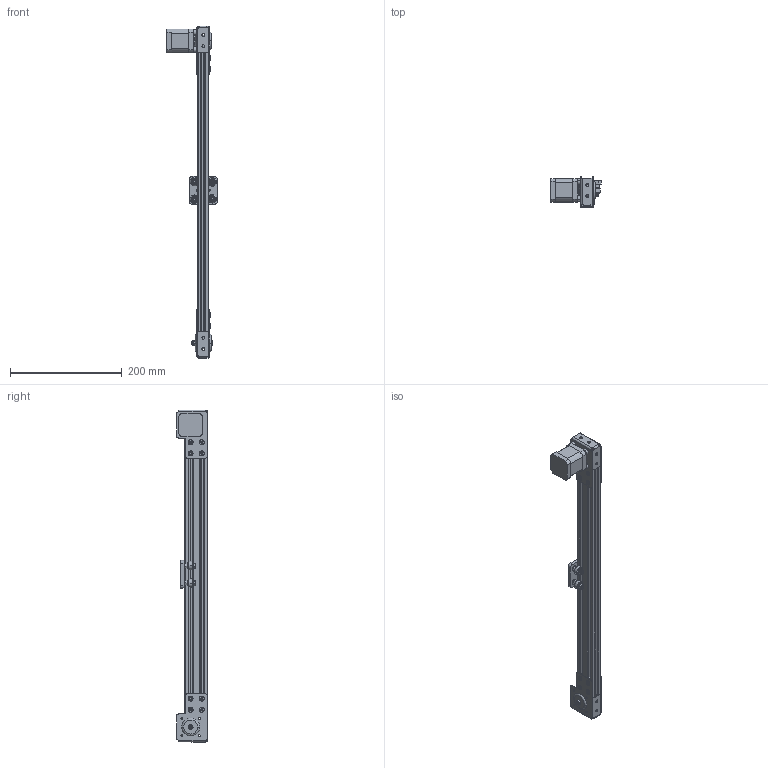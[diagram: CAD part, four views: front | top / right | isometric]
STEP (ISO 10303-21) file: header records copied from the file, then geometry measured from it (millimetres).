
FILE_DESCRIPTION (( 'STEP AP203' ), '1' );
FILE_NAME ('Mini V Linear Actuator 500mm.step', '2015-08-20T16:43:14', ( '' ), ( '' ), 'SwSTEP 2.0', 'SolidWorks 2014', '' );
FILE_SCHEMA (( 'CONFIG_CONTROL_DESIGN' ));
Length unit declared in the file: millimetre
Products named in the file (26): Aluminum Spacer .125in; Button Head Socket Cap Screw M3_M3 x 12; Mini V Linear Actuator 500mm; Mini V Wheel Plate; V-Slot 20x40x500 Linear Rail; Delrin Mini V Wheel; Linear Actuator End Mount; Ball Bearing 5 x 10 x 4.2; Ball Bearing 5 x 16 x 5; Nema 17 Stepper Motor; Double Tee Nut; Precision Shim 8 x 5 x 1; Nylon Spacer 0.125in; Aluminum Spacer 6mm; Low Profile Screw M5_M5 x 6; Delrin Mini V Wheel_Straight; Smooth Idler; Smooth Idler Pulley Wheel; Low Profile Screw M5_M5 x 35; Mini Eccentric Spacer 6mm; GT2 Timing Pulley 30 Tooth; Nylon Insert Lock Nut M5; Delrin Mini V Wheel_Eccentric; Aluminum Spacer .25in; Low Profile Screw M5_M5 x 25; GT2 Belt 1140mm
Assembly tree (70 placements, depth 3):
  Mini V Linear Actuator 500mm
    Double Tee Nut  x8
    Low Profile Screw M5_M5 x 6  x16
    Low Profile Screw M5_M5 x 35
    Nylon Insert Lock Nut M5
    Low Profile Screw M5_M5 x 25  x4
    Button Head Socket Cap Screw M3_M3 x 12  x4
    V-Slot 20x40x500 Linear Rail
    Linear Actuator End Mount  x2
    Nema 17 Stepper Motor
    Aluminum Spacer 6mm  x4
    Smooth Idler
      Smooth Idler Pulley Wheel
      Ball Bearing 5 x 16 x 5  x2
      Nylon Spacer 0.125in
    GT2 Timing Pulley 30 Tooth
    Aluminum Spacer .25in
    Aluminum Spacer .125in
    Mini V Wheel Plate
    Delrin Mini V Wheel_Straight  x2
      Delrin Mini V Wheel
      Ball Bearing 5 x 10 x 4.2
      Precision Shim 8 x 5 x 1
      Nylon Insert Lock Nut M5
      Aluminum Spacer 6mm
    Delrin Mini V Wheel_Eccentric  x2
      Delrin Mini V Wheel
      Ball Bearing 5 x 10 x 4.2
      Precision Shim 8 x 5 x 1
      Nylon Insert Lock Nut M5
      Mini Eccentric Spacer 6mm
    GT2 Belt 1140mm
Bounding box: 90.6 x 54.9 x 594.66 mm (x, y, z)
Volume: 312867.1 mm3; surface area: 258986 mm2
Topology: 79 solids, 79 shells, 1751 faces, 3987 edges, 2541 vertices
Faces by surface type: plane 745, cylinder 640, cone 270, torus 84, sphere 8, bspline 4
Entity records: 24030 total; most frequent: CARTESIAN_POINT 3875, DIRECTION 3586, ORIENTED_EDGE 3170, EDGE_CURVE 1585, AXIS2_PLACEMENT_3D 1350, VERTEX_POINT 1023, VECTOR 886, LINE 886
